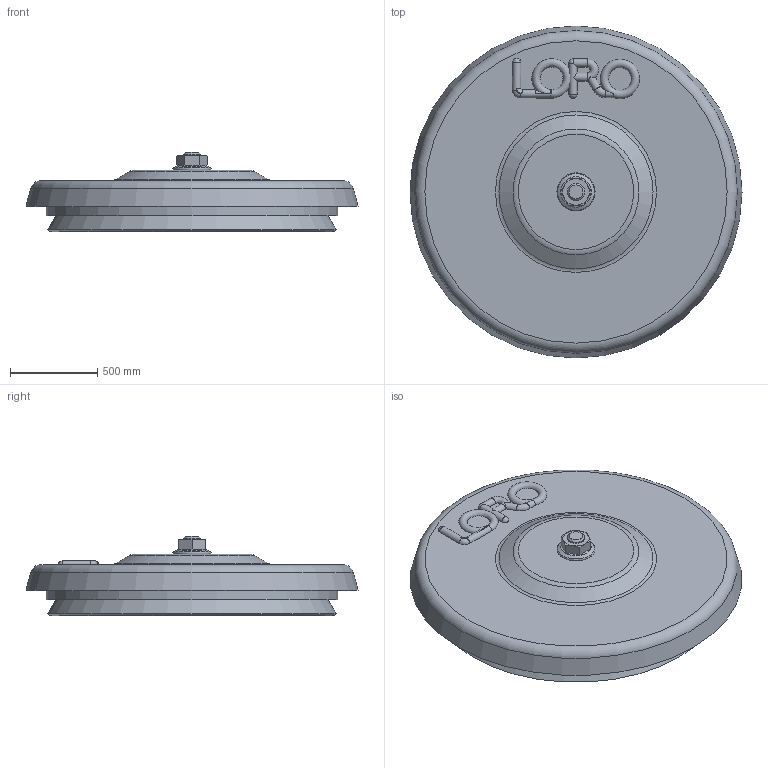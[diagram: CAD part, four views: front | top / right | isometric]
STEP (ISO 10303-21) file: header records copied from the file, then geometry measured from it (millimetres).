
FILE_DESCRIPTION(/* description */ (''),/* implementation_level */ '2;1');
FILE_NAME(/* name */ '00805.150X_3D.stp',/* time_stamp */ '2024-12-11T13:00:56+01:00',/* author */ ('CAD'),/* organization */ (''),/* preprocessor_version */ 'ST-DEVELOPER v20',/* originating_system */ 'AutoCAD Mechanical',/* authorisation */ '');
FILE_SCHEMA (('AUTOMOTIVE_DESIGN { 1 0 10303 214 3 1 1 }'));
Length unit declared in the file: centimetre
Products named in the file (1): Product
Bounding box: 1900 x 1900 x 453.8 mm (x, y, z)
Volume: 202457863.3 mm3; surface area: 15484834.5 mm2
Topology: 4 solids, 4 shells, 113 faces, 276 edges, 179 vertices
Faces by surface type: plane 36, torus 29, cylinder 25, cone 15, sphere 6, bspline 2
Full cylindrical faces by diameter (mm): 100 x2, 120 x1, 1500 x1, 1670 x1
Entity records: 3762 total; most frequent: CARTESIAN_POINT 997, DIRECTION 614, ORIENTED_EDGE 548, EDGE_CURVE 274, AXIS2_PLACEMENT_3D 270, VERTEX_POINT 177, CIRCLE 148, EDGE_LOOP 127
